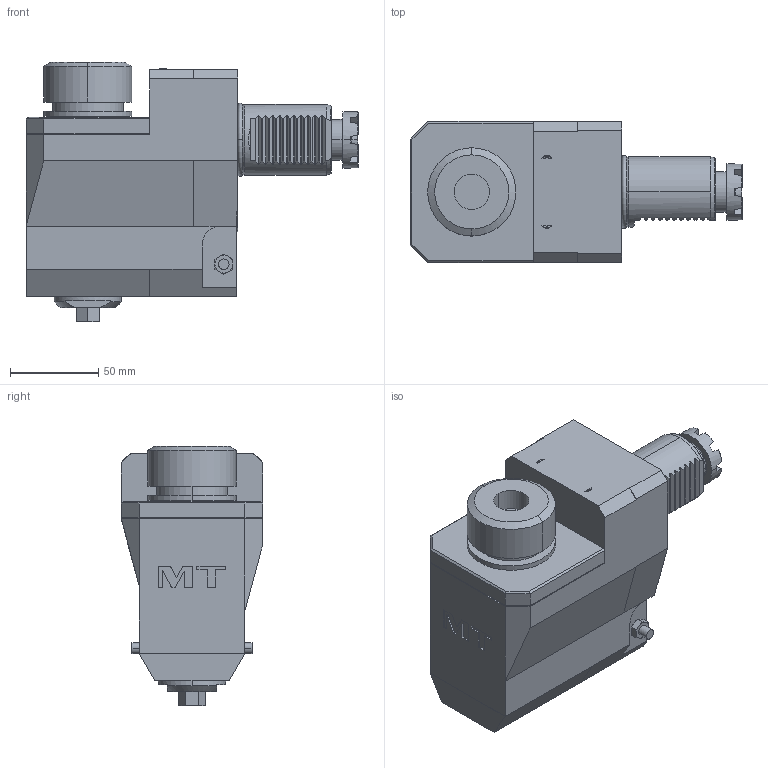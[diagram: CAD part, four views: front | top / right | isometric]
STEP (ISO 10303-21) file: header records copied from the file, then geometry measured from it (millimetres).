
FILE_DESCRIPTION((''),'2;1');
FILE_NAME('161BAR_R32_40C20_CONF','2024-12-09T17:52:30',('fpalella'),('M.T. srl'),'CREO PARAMETRIC BY PTC INC, 2023352','CREO PARAMETRIC BY PTC INC, 2023352','');
FILE_SCHEMA(('CONFIG_CONTROL_DESIGN'));
Length unit declared in the file: millimetre
Products named in the file (1): 161BAR_R32_40C20_CONF
Bounding box: 188.05 x 80 x 146.86 mm (x, y, z)
Volume: 1021293.5 mm3; surface area: 91397.5 mm2
Topology: 1 solids, 1 shells, 337 faces, 880 edges, 567 vertices
Faces by surface type: plane 214, cone 57, cylinder 55, torus 7, extrusion 2, sphere 2
Entity records: 11512 total; most frequent: CARTESIAN_POINT 3455, ORIENTED_EDGE 1756, DIRECTION 1538, EDGE_CURVE 878, VERTEX_POINT 567, AXIS2_PLACEMENT_3D 542, VECTOR 454, LINE 452
